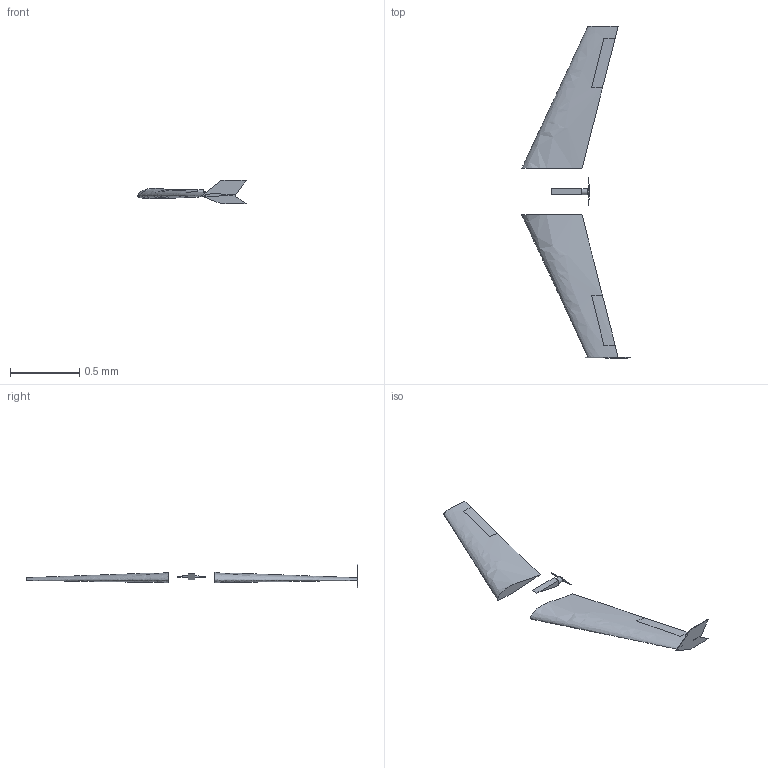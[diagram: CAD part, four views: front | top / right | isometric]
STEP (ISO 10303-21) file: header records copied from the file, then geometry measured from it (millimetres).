
FILE_DESCRIPTION(('Open CASCADE Model'),'2;1');
FILE_NAME('Open CASCADE Shape Model','2023-05-24T18:53:55',('Author'),( 'Open CASCADE'),'ParaPy 1.10.0 - Open CASCADE STEP processor 7.3', 'ParaPy 1.10.0 - Open CASCADE 7.3','Unknown');
FILE_SCHEMA(('AUTOMOTIVE_DESIGN { 1 0 10303 214 1 1 1 1 }'));
Length unit declared in the file: millimetre
Products named in the file (10): wing_left; wing_right; motor; motor_mount; propeller_joint; propeller_right; propeller_left; winglet_left; elevon_right; elevon_left
Bounding box: 0.78 x 2.39 x 0.17 mm (x, y, z)
Volume: 0 mm3; surface area: 1.6 mm2
Topology: 10 solids, 10 shells, 42 faces, 66 edges, 44 vertices
Faces by surface type: plane 26, bspline 9, cylinder 6, extrusion 1
Full cylindrical faces by diameter (mm): 0.019 x1, 0.042 x1
Entity records: 3596 total; most frequent: CARTESIAN_POINT 2172, DIRECTION 155, ORIENTED_EDGE 132, PCURVE 132, DEFINITIONAL_REPRESENTATION 132, B_SPLINE_CURVE_WITH_KNOTS 119, EDGE_CURVE 66, VECTOR 57
